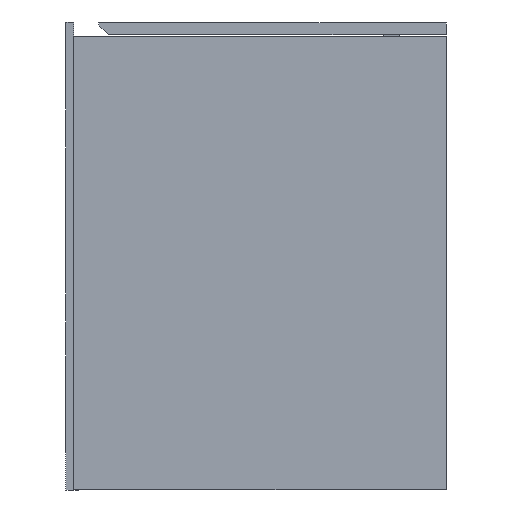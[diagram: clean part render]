
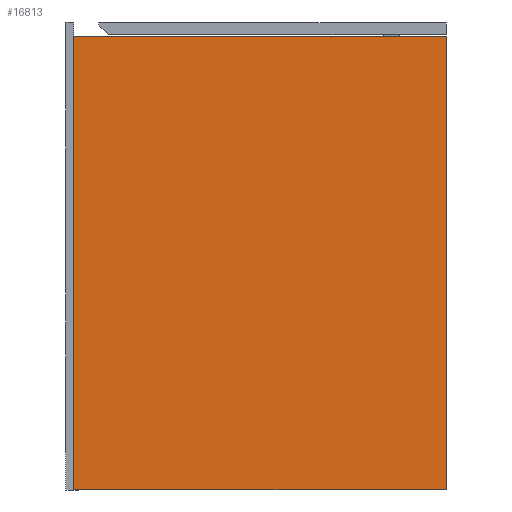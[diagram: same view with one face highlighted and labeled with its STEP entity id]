
A CAD part, left-side view. The second image highlights one B-rep face of the part: STEP entity #16813.
In plain terms, the highlighted planar face has unit normal (-1, 0, 0).
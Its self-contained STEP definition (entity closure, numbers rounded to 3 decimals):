
#305 = CARTESIAN_POINT ( 'NONE',  ( 2., 374., -15. ) ) ;
#1820 = LINE ( 'NONE', #26498, #23231 ) ;
#1868 = LINE ( 'NONE', #14072, #6904 ) ;
#2134 = VERTEX_POINT ( 'NONE', #9490 ) ;
#2188 = ORIENTED_EDGE ( 'NONE', *, *, #12606, .T. ) ;
#3134 = PLANE ( 'NONE',  #17475 ) ;
#3266 = FACE_OUTER_BOUND ( 'NONE', #17043, .T. ) ;
#5634 = VERTEX_POINT ( 'NONE', #8225 ) ;
#6076 = DIRECTION ( 'NONE',  ( 0., 0., 1. ) ) ;
#6904 = VECTOR ( 'NONE', #15934, 1000. ) ;
#7273 = DIRECTION ( 'NONE',  ( 0., 0., -1. ) ) ;
#8114 = DIRECTION ( 'NONE',  ( 0., -1., 0. ) ) ;
#8225 = CARTESIAN_POINT ( 'NONE',  ( 2., 0., -470. ) ) ;
#9490 = CARTESIAN_POINT ( 'NONE',  ( 2., 374., -470. ) ) ;
#12482 = EDGE_CURVE ( 'NONE', #2134, #22333, #12533, .T. ) ;
#12533 = LINE ( 'NONE', #14274, #23799 ) ;
#12606 = EDGE_CURVE ( 'NONE', #5634, #18794, #20563, .T. ) ;
#13319 = ORIENTED_EDGE ( 'NONE', *, *, #12482, .F. ) ;
#13566 = VECTOR ( 'NONE', #24713, 1000. ) ;
#14072 = CARTESIAN_POINT ( 'NONE',  ( 2., 829.397, -15. ) ) ;
#14274 = CARTESIAN_POINT ( 'NONE',  ( 2., 374., -470. ) ) ;
#15934 = DIRECTION ( 'NONE',  ( 0., -1., 0. ) ) ;
#16813 = ADVANCED_FACE ( 'NONE', ( #3266 ), #3134, .F. ) ;
#17043 = EDGE_LOOP ( 'NONE', ( #13319, #24091, #2188, #19246 ) ) ;
#17475 = AXIS2_PLACEMENT_3D ( 'NONE', #26056, #21632, #7273 ) ;
#18689 = CARTESIAN_POINT ( 'NONE',  ( 2., 0., -470. ) ) ;
#18794 = VERTEX_POINT ( 'NONE', #23183 ) ;
#19246 = ORIENTED_EDGE ( 'NONE', *, *, #20571, .F. ) ;
#20563 = LINE ( 'NONE', #18689, #13566 ) ;
#20571 = EDGE_CURVE ( 'NONE', #22333, #18794, #1868, .T. ) ;
#21632 = DIRECTION ( 'NONE',  ( 1., 0., 0. ) ) ;
#22333 = VERTEX_POINT ( 'NONE', #305 ) ;
#23183 = CARTESIAN_POINT ( 'NONE',  ( 2., 0., -15. ) ) ;
#23231 = VECTOR ( 'NONE', #8114, 1000. ) ;
#23799 = VECTOR ( 'NONE', #6076, 1000. ) ;
#24091 = ORIENTED_EDGE ( 'NONE', *, *, #24495, .T. ) ;
#24495 = EDGE_CURVE ( 'NONE', #2134, #5634, #1820, .T. ) ;
#24713 = DIRECTION ( 'NONE',  ( 0., 0., 1. ) ) ;
#26056 = CARTESIAN_POINT ( 'NONE',  ( 2., 829.397, -470. ) ) ;
#26498 = CARTESIAN_POINT ( 'NONE',  ( 2., 829.397, -470. ) ) ;
